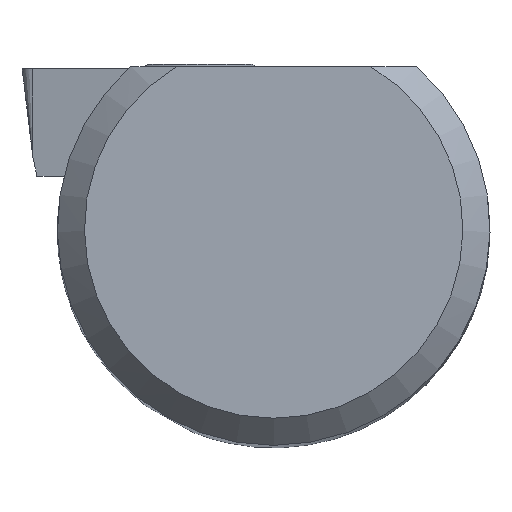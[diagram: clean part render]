
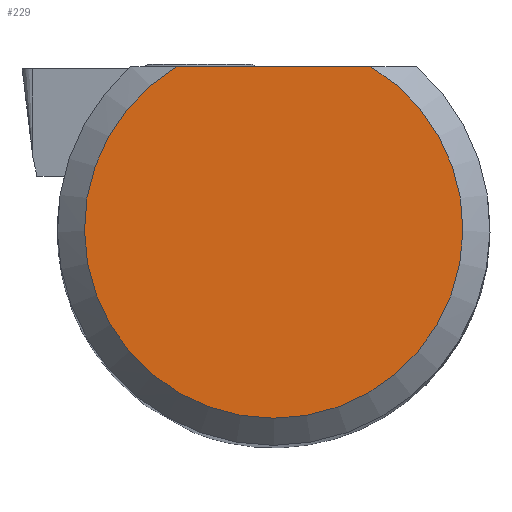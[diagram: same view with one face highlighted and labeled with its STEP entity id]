
A CAD part, top view. The second image highlights one B-rep face of the part: STEP entity #229.
In plain terms, the highlighted planar face has unit normal (0, 0, 1).
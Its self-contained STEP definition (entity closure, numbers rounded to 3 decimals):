
#130=LINE('',#974,#167);
#167=VECTOR('',#803,1.);
#198=FACE_OUTER_BOUND('',#315,.T.);
#229=ADVANCED_FACE('',(#198),#255,.T.);
#255=PLANE('',#696);
#315=EDGE_LOOP('',(#376,#377));
#376=ORIENTED_EDGE('',*,*,#538,.T.);
#377=ORIENTED_EDGE('',*,*,#539,.T.);
#488=VERTEX_POINT('',#972);
#489=VERTEX_POINT('',#973);
#538=EDGE_CURVE('',#488,#489,#590,.T.);
#539=EDGE_CURVE('',#489,#488,#130,.T.);
#590=CIRCLE('',#695,3.494);
#695=AXIS2_PLACEMENT_3D('',#971,#801,#802);
#696=AXIS2_PLACEMENT_3D('',#975,#804,#805);
#801=DIRECTION('',(0.,0.,1.));
#802=DIRECTION('',(0.,1.,0.));
#803=DIRECTION('',(-1.,0.,0.));
#804=DIRECTION('',(0.,0.,1.));
#805=DIRECTION('',(0.,1.,0.));
#971=CARTESIAN_POINT('',(0.,0.,0.));
#972=CARTESIAN_POINT('',(-1.792,3.,0.));
#973=CARTESIAN_POINT('',(1.792,3.,0.));
#974=CARTESIAN_POINT('',(-3.994,3.,0.));
#975=CARTESIAN_POINT('',(-3.994,0.,0.));
